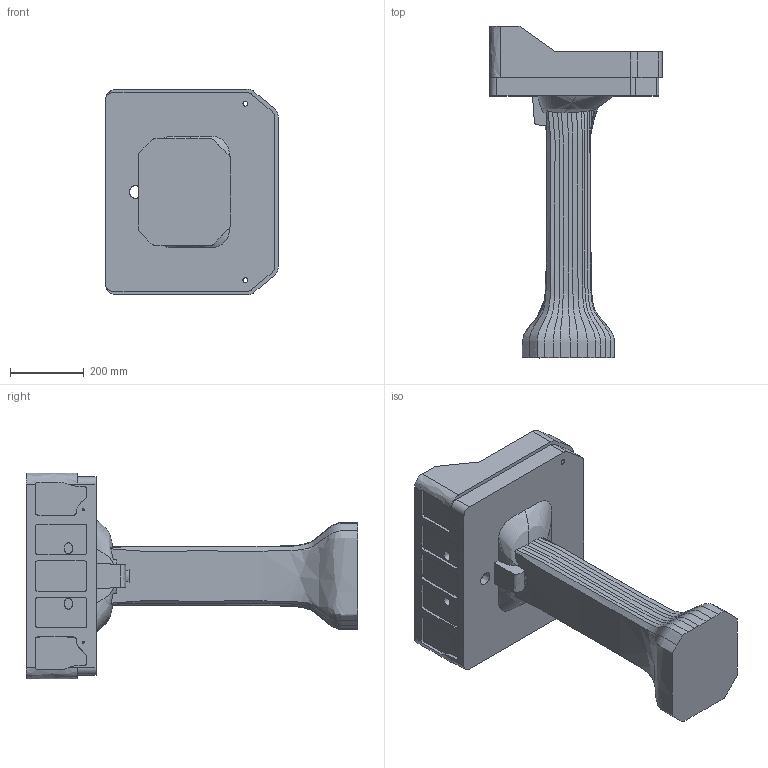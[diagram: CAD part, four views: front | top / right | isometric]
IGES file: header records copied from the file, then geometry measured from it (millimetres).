
Global section: file name: 2667; native system: AutoCAD 2016 - English; preprocessor: Autodesk Translation Framework DWG producer (atf_dwg_producer); organization: unknown; date: 20161027.160619; units: millimetre
Bounding box: 470 x 902 x 560 mm (x, y, z)
Volume: 41323725.3 mm3; surface area: 1604361.5 mm2
Topology: 3 solids, 3 shells, 255 faces, 757 edges, 515 vertices
Faces by surface type: bspline 255
